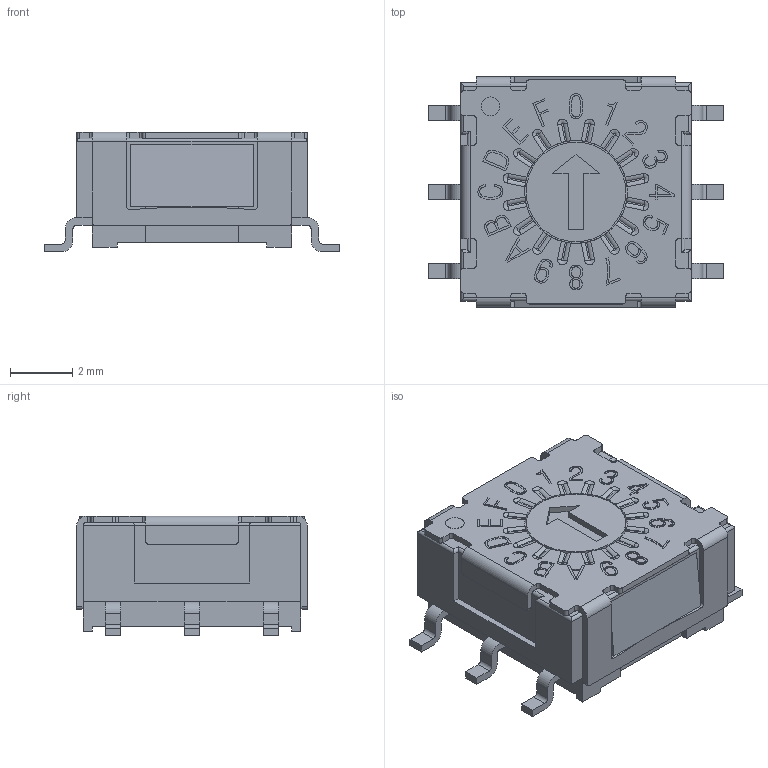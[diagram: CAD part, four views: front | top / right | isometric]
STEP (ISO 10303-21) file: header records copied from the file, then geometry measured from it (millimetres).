
FILE_DESCRIPTION(/* description */ ('Unknown'),/* implementation_level */ '2;1');
FILE_NAME(/* name */ '428542320817',/* time_stamp */ '2025-12-10T12:19:19+01:00',/* author */ ('Unknown'),/* organization */ ('Unknown'),/* preprocessor_version */ 'ST-DEVELOPER v19.4',/* originating_system */ 'Solid Edge',/* authorisation */ 'Unknown');
FILE_SCHEMA (('AUTOMOTIVE_DESIGN {1 0 10303 214 3 1 1}'));
Length unit declared in the file: millimetre
Products named in the file (3): 428542320811; cover; base
Assembly tree (2 placements, depth 2):
  428542320811
    cover
    base
Bounding box: 9.5 x 7.4 x 3.85 mm (x, y, z)
Volume: 178.8 mm3; surface area: 441.1 mm2
Topology: 2 solids, 2 shells, 537 faces, 1493 edges, 987 vertices
Faces by surface type: plane 310, cylinder 163, torus 32, bspline 32
Full cylindrical faces by diameter (mm): 0.6 x1, 3.2 x1, 3.3 x1, 6.05 x1, 6.15 x1
Entity records: 21841 total; most frequent: CARTESIAN_POINT 4625, ORIENTED_EDGE 2962, DIRECTION 2565, EDGE_CURVE 1481, VERTEX_POINT 986, AXIS2_PLACEMENT_3D 884, LINE 797, VECTOR 797
